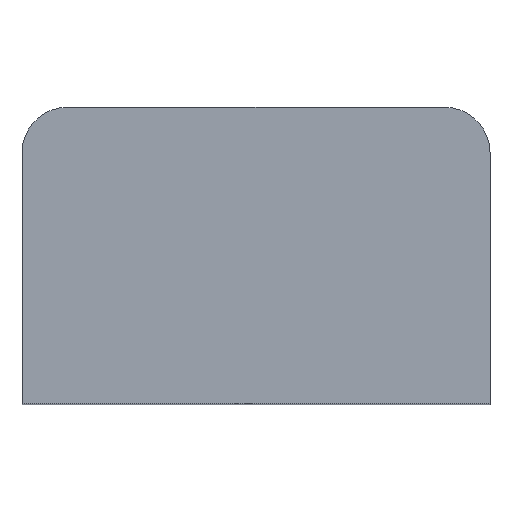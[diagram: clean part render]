
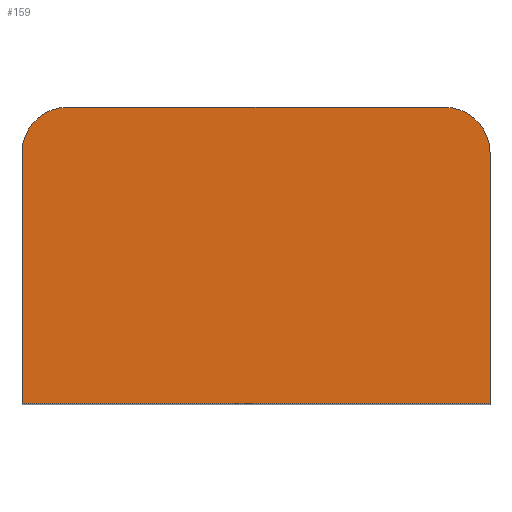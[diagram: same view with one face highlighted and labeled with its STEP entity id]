
A CAD part, top view. The second image highlights one B-rep face of the part: STEP entity #159.
In plain terms, the highlighted planar face has unit normal (0, 0, 1).
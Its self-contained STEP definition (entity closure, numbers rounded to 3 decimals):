
#13=DIRECTION('',(0.,0.,1.));
#24=VERTEX_POINT('',#25);
#25=CARTESIAN_POINT('',(-0.38,1.6,6.7));
#28=ORIENTED_EDGE('',*,*,#29,.T.);
#29=EDGE_CURVE('',#24,#30,#32,.T.);
#30=VERTEX_POINT('',#31);
#31=CARTESIAN_POINT('',(-0.78,1.2,6.7));
#32=CIRCLE('',#33,0.4);
#33=AXIS2_PLACEMENT_3D('',#34,#13,#35);
#34=CARTESIAN_POINT('',(-0.38,1.2,6.7));
#35=DIRECTION('',(1.,0.,0.));
#53=EDGE_CURVE('',#24,#54,#56,.T.);
#54=VERTEX_POINT('',#55);
#55=CARTESIAN_POINT('',(2.92,1.6,6.7));
#56=LINE('',#25,#57);
#57=VECTOR('',#35,1.);
#68=DIRECTION('',(0.,1.,0.));
#76=VERTEX_POINT('',#77);
#77=CARTESIAN_POINT('',(-0.78,-1.,6.7));
#80=EDGE_CURVE('',#76,#30,#81,.T.);
#81=LINE('',#77,#82);
#82=VECTOR('',#68,1.);
#88=DIRECTION('',(-1.,0.,0.));
#158=DIRECTION('',(0.,0.,-1.));
#159=ADVANCED_FACE('',(#160),#179,.F.);
#160=FACE_BOUND('',#161,.T.);
#161=EDGE_LOOP('',(#28,#162,#163,#168,#173,#178));
#162=ORIENTED_EDGE('',*,*,#80,.F.);
#163=ORIENTED_EDGE('',*,*,#164,.T.);
#164=EDGE_CURVE('',#76,#165,#167,.T.);
#165=VERTEX_POINT('',#166);
#166=CARTESIAN_POINT('',(3.32,-1.,6.7));
#167=LINE('',#77,#57);
#168=ORIENTED_EDGE('',*,*,#169,.T.);
#169=EDGE_CURVE('',#165,#170,#172,.T.);
#170=VERTEX_POINT('',#171);
#171=CARTESIAN_POINT('',(3.32,1.2,6.7));
#172=LINE('',#166,#82);
#173=ORIENTED_EDGE('',*,*,#174,.T.);
#174=EDGE_CURVE('',#170,#54,#175,.T.);
#175=CIRCLE('',#176,0.4);
#176=AXIS2_PLACEMENT_3D('',#177,#13,#35);
#177=CARTESIAN_POINT('',(2.92,1.2,6.7));
#178=ORIENTED_EDGE('',*,*,#53,.F.);
#179=PLANE('',#180);
#180=AXIS2_PLACEMENT_3D('',#25,#158,#88);
